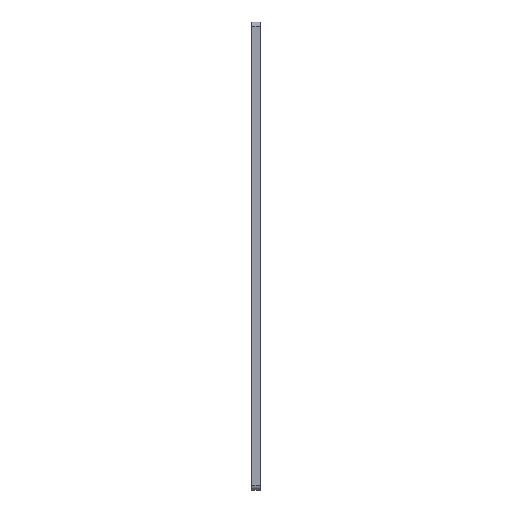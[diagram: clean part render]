
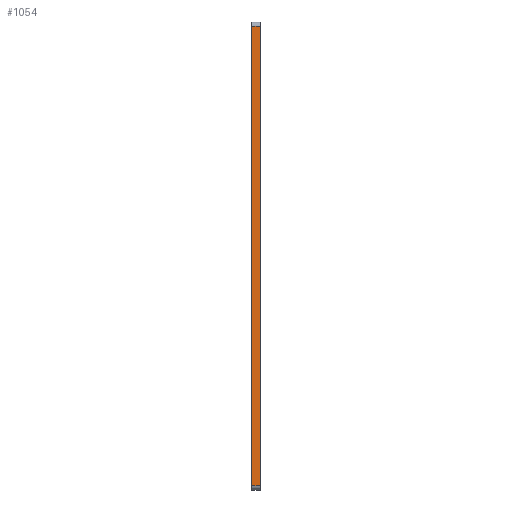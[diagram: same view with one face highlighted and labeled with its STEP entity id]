
A CAD part, left-side view. The second image highlights one B-rep face of the part: STEP entity #1054.
In plain terms, the highlighted planar face has unit normal (-1, 0, 0).
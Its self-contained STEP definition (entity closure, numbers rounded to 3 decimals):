
#41 = CARTESIAN_POINT ( 'NONE',  ( -76.2, 3.175, -79.438 ) ) ;
#159 = FACE_OUTER_BOUND ( 'NONE', #518, .T. ) ;
#190 = CARTESIAN_POINT ( 'NONE',  ( -76.2, 0., -79.438 ) ) ;
#317 = PLANE ( 'NONE',  #2342 ) ;
#422 = ORIENTED_EDGE ( 'NONE', *, *, #3008, .T. ) ;
#518 = EDGE_LOOP ( 'NONE', ( #642, #2085, #422, #832 ) ) ;
#528 = VECTOR ( 'NONE', #634, 1000. ) ;
#603 = DIRECTION ( 'NONE',  ( 1., 0., 0. ) ) ;
#634 = DIRECTION ( 'NONE',  ( 0., 0., 1. ) ) ;
#642 = ORIENTED_EDGE ( 'NONE', *, *, #2946, .F. ) ;
#734 = CARTESIAN_POINT ( 'NONE',  ( -76.2, 0., 85.789 ) ) ;
#832 = ORIENTED_EDGE ( 'NONE', *, *, #3017, .T. ) ;
#887 = DIRECTION ( 'NONE',  ( 0., 1., 0. ) ) ;
#1054 = ADVANCED_FACE ( 'NONE', ( #159 ), #317, .F. ) ;
#1057 = CARTESIAN_POINT ( 'NONE',  ( -76.2, 3.175, -80.962 ) ) ;
#1110 = VECTOR ( 'NONE', #887, 1000. ) ;
#1279 = VECTOR ( 'NONE', #2096, 1000. ) ;
#1288 = CARTESIAN_POINT ( 'NONE',  ( -76.2, 3.175, 85.789 ) ) ;
#1327 = DIRECTION ( 'NONE',  ( 0., 0., 1. ) ) ;
#1447 = LINE ( 'NONE', #1057, #2655 ) ;
#1880 = CARTESIAN_POINT ( 'NONE',  ( -76.2, 3.175, 85.789 ) ) ;
#1943 = LINE ( 'NONE', #3071, #528 ) ;
#2085 = ORIENTED_EDGE ( 'NONE', *, *, #2981, .T. ) ;
#2086 = CARTESIAN_POINT ( 'NONE',  ( -76.2, 3.175, -80.962 ) ) ;
#2096 = DIRECTION ( 'NONE',  ( 0., -1., 0. ) ) ;
#2324 = DIRECTION ( 'NONE',  ( 0., 0., -1. ) ) ;
#2342 = AXIS2_PLACEMENT_3D ( 'NONE', #2086, #603, #2324 ) ;
#2655 = VECTOR ( 'NONE', #1327, 1000. ) ;
#2699 = VERTEX_POINT ( 'NONE', #2992 ) ;
#2702 = VERTEX_POINT ( 'NONE', #1288 ) ;
#2737 = LINE ( 'NONE', #41, #1279 ) ;
#2800 = VERTEX_POINT ( 'NONE', #190 ) ;
#2804 = VERTEX_POINT ( 'NONE', #734 ) ;
#2946 = EDGE_CURVE ( 'NONE', #2699, #2702, #1447, .T. ) ;
#2981 = EDGE_CURVE ( 'NONE', #2699, #2800, #2737, .T. ) ;
#2992 = CARTESIAN_POINT ( 'NONE',  ( -76.2, 3.175, -79.438 ) ) ;
#3008 = EDGE_CURVE ( 'NONE', #2800, #2804, #1943, .T. ) ;
#3017 = EDGE_CURVE ( 'NONE', #2804, #2702, #3116, .T. ) ;
#3071 = CARTESIAN_POINT ( 'NONE',  ( -76.2, 0., -80.962 ) ) ;
#3116 = LINE ( 'NONE', #1880, #1110 ) ;
